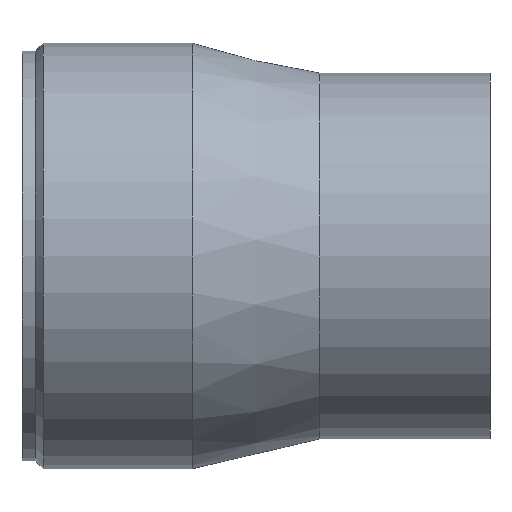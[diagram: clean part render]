
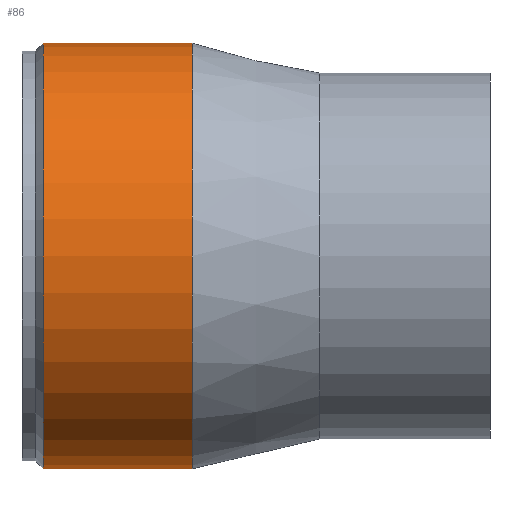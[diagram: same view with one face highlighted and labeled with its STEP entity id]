
A CAD part, front view. The second image highlights one B-rep face of the part: STEP entity #86.
In plain terms, the highlighted cylindrical face has radius 25 mm (diameter 50 mm), a full revolution.
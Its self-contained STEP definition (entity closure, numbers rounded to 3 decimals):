
#86 = ADVANCED_FACE( '', ( #122, #123 ), #124, .T. );
#122 = FACE_OUTER_BOUND( '', #161, .T. );
#123 = FACE_OUTER_BOUND( '', #162, .T. );
#124 = CYLINDRICAL_SURFACE( '', #163, 25. );
#161 = EDGE_LOOP( '', ( #222 ) );
#162 = EDGE_LOOP( '', ( #223 ) );
#163 = AXIS2_PLACEMENT_3D( '', #224, #225, #226 );
#222 = ORIENTED_EDGE( '', *, *, #244, .T. );
#223 = ORIENTED_EDGE( '', *, *, #243, .F. );
#224 = CARTESIAN_POINT( '', ( 20., 0., 0. ) );
#225 = DIRECTION( '', ( -1., 0., 0. ) );
#226 = DIRECTION( '', ( 0., 0., -1. ) );
#243 = EDGE_CURVE( '', #267, #267, #268, .T. );
#244 = EDGE_CURVE( '', #269, #269, #270, .T. );
#267 = VERTEX_POINT( '', #293 );
#268 = CIRCLE( '', #294, 25. );
#269 = VERTEX_POINT( '', #295 );
#270 = CIRCLE( '', #296, 25. );
#293 = CARTESIAN_POINT( '', ( -15., 0., -25. ) );
#294 = AXIS2_PLACEMENT_3D( '', #330, #331, #332 );
#295 = CARTESIAN_POINT( '', ( -32.5, 0., -25. ) );
#296 = AXIS2_PLACEMENT_3D( '', #333, #334, #335 );
#330 = CARTESIAN_POINT( '', ( -15., 0., 0. ) );
#331 = DIRECTION( '', ( 1., 0., 0. ) );
#332 = DIRECTION( '', ( 0., 0., -1. ) );
#333 = CARTESIAN_POINT( '', ( -32.5, 0., 0. ) );
#334 = DIRECTION( '', ( 1., 0., 0. ) );
#335 = DIRECTION( '', ( 0., 0., -1. ) );
